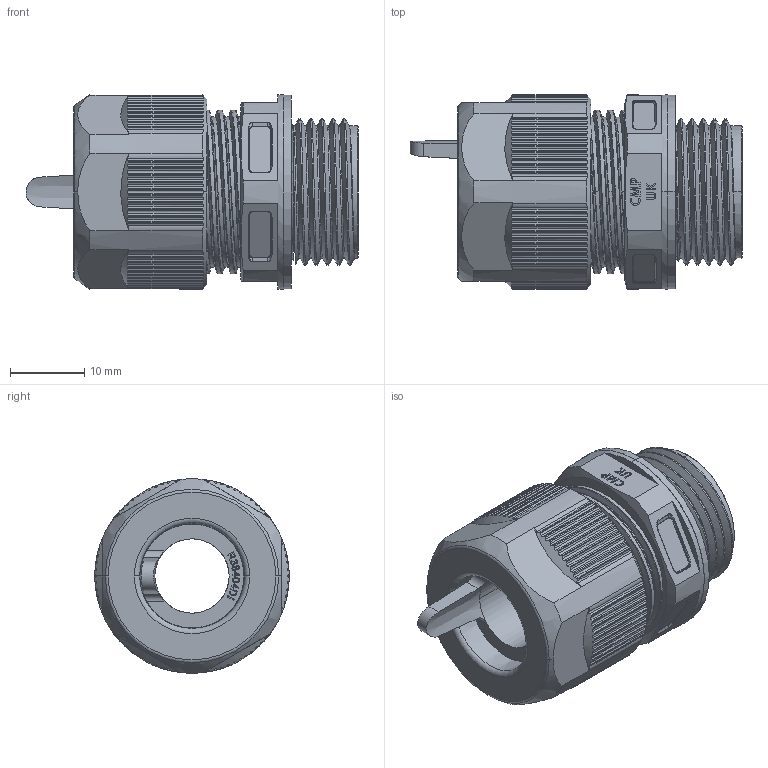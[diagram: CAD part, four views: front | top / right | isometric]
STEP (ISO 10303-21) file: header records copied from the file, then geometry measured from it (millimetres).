
FILE_DESCRIPTION (( 'STEP AP203' ), '1' );
FILE_NAME ('20DTSPE1TA.STEP', '2020-07-28T13:17:31', ( '' ), ( '' ), 'SwSTEP 2.0', 'SolidWorks 2017', '' );
FILE_SCHEMA (( 'CONFIG_CONTROL_DESIGN' ));
Length unit declared in the file: millimetre
Products named in the file (1): 20DTSPE1TA
Bounding box: 44.65 x 26.16 x 26.16 mm (x, y, z)
Surface area: 7642.7 mm2 (no closed solid volume)
Topology: 0 solids, 4 shells, 692 faces, 2233 edges, 1526 vertices
Faces by surface type: plane 277, cylinder 251, bspline 134, cone 20, torus 10
Entity records: 50229 total; most frequent: CARTESIAN_POINT 32867, ORIENTED_EDGE 4018, DIRECTION 2746, EDGE_CURVE 2233, VERTEX_POINT 1526, VECTOR 950, LINE 950, AXIS2_PLACEMENT_3D 898
